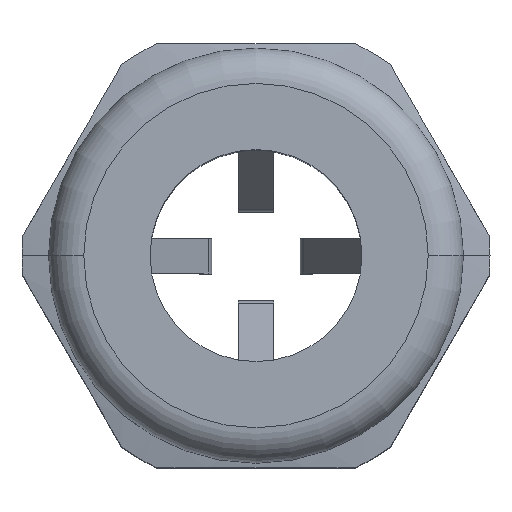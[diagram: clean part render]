
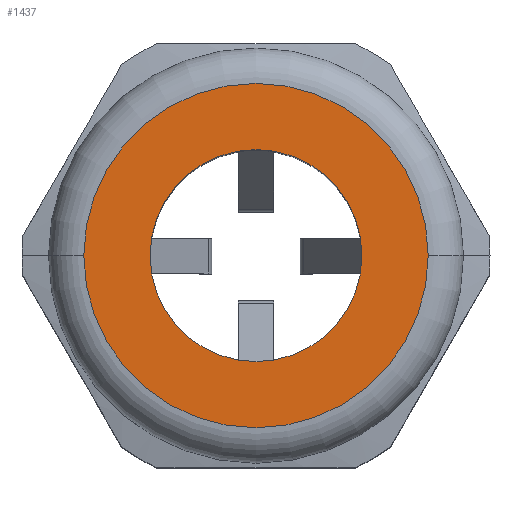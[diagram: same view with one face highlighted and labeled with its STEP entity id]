
A CAD part, top view. The second image highlights one B-rep face of the part: STEP entity #1437.
In plain terms, the highlighted planar face has unit normal (0, 0, 1).
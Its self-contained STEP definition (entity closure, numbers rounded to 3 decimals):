
#30 = AXIS2_PLACEMENT_3D ( 'NONE', #2068, #2067, #2066 ) ;
#136 = AXIS2_PLACEMENT_3D ( 'NONE', #305, #304, #303 ) ;
#138 = FACE_OUTER_BOUND ( 'NONE', #2136, .T. ) ;
#151 = FACE_BOUND ( 'NONE', #2135, .T. ) ;
#303 = DIRECTION ( 'NONE',  ( 1., 0., 0. ) ) ;
#304 = DIRECTION ( 'NONE',  ( 0., 0., 1. ) ) ;
#305 = CARTESIAN_POINT ( 'NONE',  ( 0., 0., 28. ) ) ;
#306 = PLANE ( 'NONE',  #136 ) ;
#520 = AXIS2_PLACEMENT_3D ( 'NONE', #939, #932, #931 ) ;
#523 = AXIS2_PLACEMENT_3D ( 'NONE', #930, #929, #928 ) ;
#531 = AXIS2_PLACEMENT_3D ( 'NONE', #972, #968, #967 ) ;
#928 = DIRECTION ( 'NONE',  ( 1., 0., 0. ) ) ;
#929 = DIRECTION ( 'NONE',  ( 0., 0., 1. ) ) ;
#930 = CARTESIAN_POINT ( 'NONE',  ( 0., 0., 28. ) ) ;
#931 = DIRECTION ( 'NONE',  ( 1., 0., 0. ) ) ;
#932 = DIRECTION ( 'NONE',  ( 0., 0., 1. ) ) ;
#939 = CARTESIAN_POINT ( 'NONE',  ( 0., 0., 28. ) ) ;
#967 = DIRECTION ( 'NONE',  ( 1., 0., 0. ) ) ;
#968 = DIRECTION ( 'NONE',  ( 0., 0., 1. ) ) ;
#972 = CARTESIAN_POINT ( 'NONE',  ( 0., 0., 28. ) ) ;
#1191 = CIRCLE ( 'NONE', #30, 6. ) ;
#1245 = CIRCLE ( 'NONE', #523, 6. ) ;
#1246 = CIRCLE ( 'NONE', #520, 9.75 ) ;
#1252 = CIRCLE ( 'NONE', #531, 9.75 ) ;
#1325 = EDGE_CURVE ( 'NONE', #2216, #2217, #1252, .T. ) ;
#1337 = EDGE_CURVE ( 'NONE', #2217, #2216, #1246, .T. ) ;
#1338 = EDGE_CURVE ( 'NONE', #2208, #2209, #1245, .T. ) ;
#1437 = ADVANCED_FACE ( 'NONE', ( #151, #138 ), #306, .T. ) ;
#1475 = EDGE_CURVE ( 'NONE', #2209, #2208, #1191, .T. ) ;
#2066 = DIRECTION ( 'NONE',  ( 1., 0., 0. ) ) ;
#2067 = DIRECTION ( 'NONE',  ( 0., 0., 1. ) ) ;
#2068 = CARTESIAN_POINT ( 'NONE',  ( 0., 0., 28. ) ) ;
#2135 = EDGE_LOOP ( 'NONE', ( #2337, #2339 ) ) ;
#2136 = EDGE_LOOP ( 'NONE', ( #2336, #2340 ) ) ;
#2208 = VERTEX_POINT ( 'NONE', #2540 ) ;
#2209 = VERTEX_POINT ( 'NONE', #2539 ) ;
#2216 = VERTEX_POINT ( 'NONE', #2532 ) ;
#2217 = VERTEX_POINT ( 'NONE', #2531 ) ;
#2336 = ORIENTED_EDGE ( 'NONE', *, *, #1337, .T. ) ;
#2337 = ORIENTED_EDGE ( 'NONE', *, *, #1475, .F. ) ;
#2339 = ORIENTED_EDGE ( 'NONE', *, *, #1338, .F. ) ;
#2340 = ORIENTED_EDGE ( 'NONE', *, *, #1325, .T. ) ;
#2531 = CARTESIAN_POINT ( 'NONE',  ( 9.75, 0., 28. ) ) ;
#2532 = CARTESIAN_POINT ( 'NONE',  ( -9.75, 0., 28. ) ) ;
#2539 = CARTESIAN_POINT ( 'NONE',  ( 6., 0., 28. ) ) ;
#2540 = CARTESIAN_POINT ( 'NONE',  ( -6., 0., 28. ) ) ;
